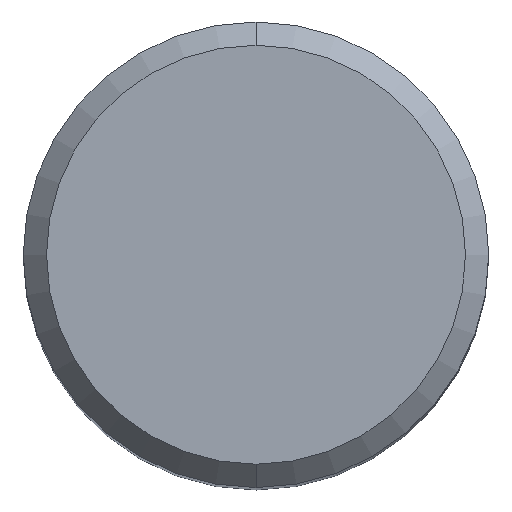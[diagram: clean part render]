
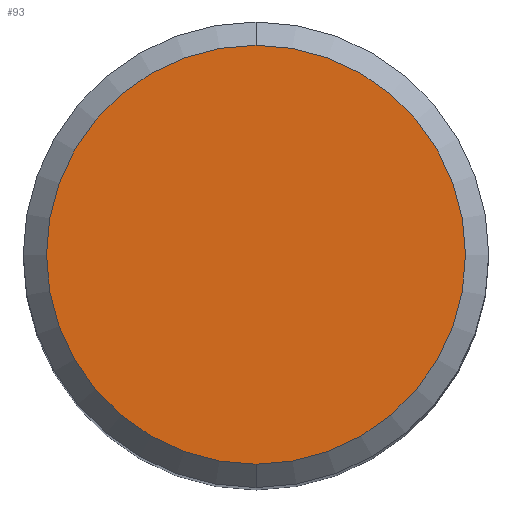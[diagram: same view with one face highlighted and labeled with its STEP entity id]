
A CAD part, top view. The second image highlights one B-rep face of the part: STEP entity #93.
In plain terms, the highlighted planar face has unit normal (0, 0, 1).
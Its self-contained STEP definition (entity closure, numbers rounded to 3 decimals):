
#93=ADVANCED_FACE('',(#228),#229,.T.);
#103=VERTEX_POINT('',#240);
#151=EDGE_CURVE('',#159,#103,#293,.T.);
#159=VERTEX_POINT('',#304);
#181=EDGE_CURVE('',#103,#159,#327,.T.);
#228=FACE_OUTER_BOUND('',#371,.T.);
#229=PLANE('',#372);
#240=CARTESIAN_POINT('',(0.0,7.2,0.0));
#293=CIRCLE('',#452,7.2);
#304=CARTESIAN_POINT('',(0.,-7.2,0.0));
#327=CIRCLE('',#493,7.2);
#371=EDGE_LOOP('',(#539,#540));
#372=AXIS2_PLACEMENT_3D('',#541,#542,#543);
#452=AXIS2_PLACEMENT_3D('',#618,#619,#620);
#493=AXIS2_PLACEMENT_3D('',#659,#660,#661);
#539=ORIENTED_EDGE('',*,*,#181,.F.);
#540=ORIENTED_EDGE('',*,*,#151,.F.);
#541=CARTESIAN_POINT('',(0.0,3.6,0.0));
#542=DIRECTION('',(-0.0,0.0,1.0));
#543=DIRECTION('',(0.0,-1.0,0.0));
#618=CARTESIAN_POINT('',(0.0,0.0,0.0));
#619=DIRECTION('',(0.0,0.0,-1.0));
#620=DIRECTION('',(0.0,1.0,0.0));
#659=CARTESIAN_POINT('',(0.0,0.0,0.0));
#660=DIRECTION('',(0.0,0.0,-1.0));
#661=DIRECTION('',(0.0,1.0,0.0));
